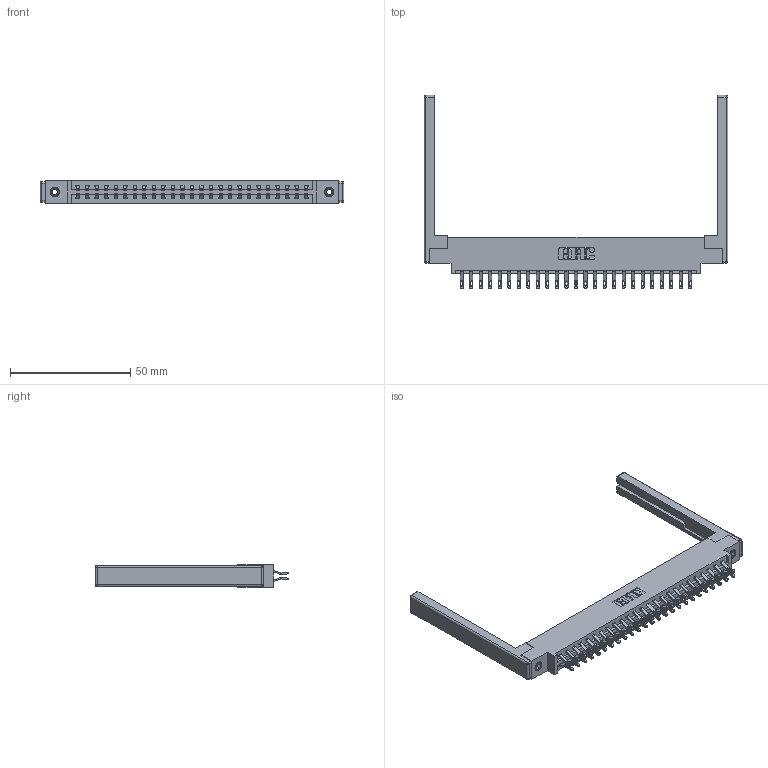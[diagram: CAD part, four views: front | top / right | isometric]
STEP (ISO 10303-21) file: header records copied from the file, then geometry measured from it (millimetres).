
FILE_DESCRIPTION (( 'STEP AP203' ), '1' );
FILE_NAME ('387-050-555-868.STEP', '2019-10-19T02:16:11', ( '' ), ( '' ), 'SwSTEP 2.0', 'SolidWorks 2016', '' );
FILE_SCHEMA (( 'CONFIG_CONTROL_DESIGN' ));
Length unit declared in the file: inch
Products named in the file (5): 337 Part_0.170 Offset - 0.156 Dia-TI; 345-250-001_345-250-001-102; 345-292-001_555 Tail; 387-050-555-868; 307-220-068
Assembly tree (55 placements, depth 2):
  387-050-555-868
    337 Part_0.170 Offset - 0.156 Dia-TI
    345-292-001_555 Tail  x50
    345-250-001_345-250-001-102  x2
    307-220-068  x2
Bounding box: 126.49 x 80.52 x 9.4 mm (x, y, z)
Volume: 17516.8 mm3; surface area: 19369.3 mm2
Topology: 55 solids, 55 shells, 3272 faces, 10163 edges, 6754 vertices
Faces by surface type: plane 1962, cylinder 1286, cone 12, sphere 8, torus 4
Entity records: 24800 total; most frequent: CARTESIAN_POINT 4193, ORIENTED_EDGE 4088, DIRECTION 3638, EDGE_CURVE 2044, LINE 1846, VECTOR 1846, VERTEX_POINT 1354, AXIS2_PLACEMENT_3D 896
